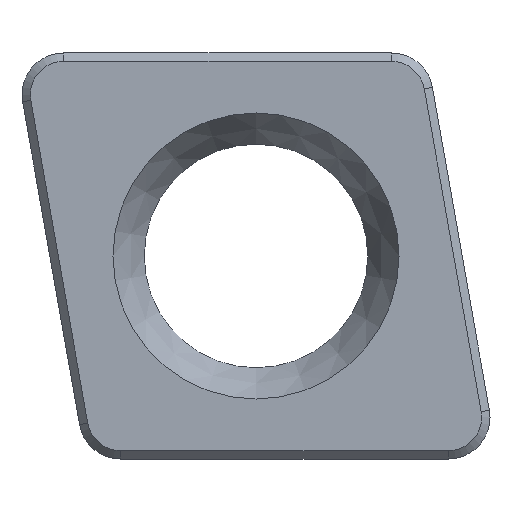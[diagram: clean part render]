
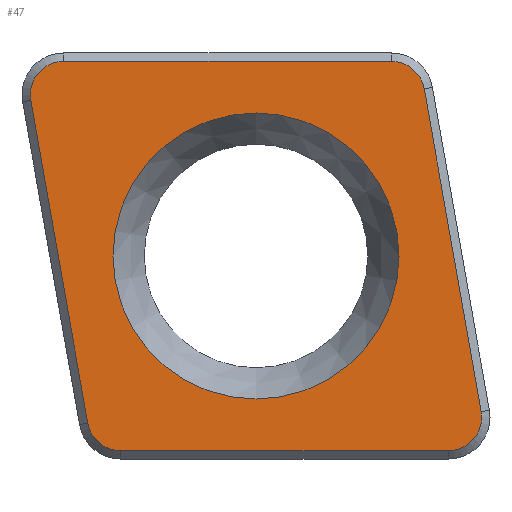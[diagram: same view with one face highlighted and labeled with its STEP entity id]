
A CAD part, front view. The second image highlights one B-rep face of the part: STEP entity #47.
In plain terms, the highlighted planar face has unit normal (0, -1, 0).
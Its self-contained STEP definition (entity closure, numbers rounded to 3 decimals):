
#2 = VERTEX_POINT ( 'NONE', #21 ) ;
#21 = CARTESIAN_POINT ( 'NONE',  ( -13.587, -4.76, 0.3 ) ) ;
#25 = DIRECTION ( 'NONE',  ( 0., 0., 1. ) ) ;
#29 = AXIS2_PLACEMENT_3D ( 'NONE', #289, #145, #45 ) ;
#31 = EDGE_CURVE ( 'NONE', #49, #54, #247, .T. ) ;
#38 = DIRECTION ( 'NONE',  ( 0., 0., -1. ) ) ;
#39 = DIRECTION ( 'NONE',  ( 0.174, 0., -0.985 ) ) ;
#40 = FACE_OUTER_BOUND ( 'NONE', #208, .T. ) ;
#45 = DIRECTION ( 'NONE',  ( 0., 0., -1. ) ) ;
#46 = CARTESIAN_POINT ( 'NONE',  ( -16.818, -4.76, 12.912 ) ) ;
#47 = ADVANCED_FACE ( 'NONE', ( #170, #40 ), #378, .T. ) ;
#49 = VERTEX_POINT ( 'NONE', #169 ) ;
#54 = VERTEX_POINT ( 'NONE', #578 ) ;
#66 = CIRCLE ( 'NONE', #522, 1.2 ) ;
#94 = ORIENTED_EDGE ( 'NONE', *, *, #259, .T. ) ;
#98 = DIRECTION ( 'NONE',  ( 0., 0., -1. ) ) ;
#119 = DIRECTION ( 'NONE',  ( -0.174, 0., 0.985 ) ) ;
#126 = AXIS2_PLACEMENT_3D ( 'NONE', #640, #545, #542 ) ;
#145 = DIRECTION ( 'NONE',  ( 0., -1., 0. ) ) ;
#146 = VERTEX_POINT ( 'NONE', #450 ) ;
#154 = DIRECTION ( 'NONE',  ( 0., -1., 0. ) ) ;
#164 = LINE ( 'NONE', #498, #240 ) ;
#169 = CARTESIAN_POINT ( 'NONE',  ( -0.606, -4.76, 1.708 ) ) ;
#170 = FACE_BOUND ( 'NONE', #408, .T. ) ;
#174 = EDGE_CURVE ( 'NONE', #2, #340, #164, .T. ) ;
#190 = DIRECTION ( 'NONE',  ( 1., 0., 0. ) ) ;
#194 = LINE ( 'NONE', #494, #209 ) ;
#196 = EDGE_CURVE ( 'NONE', #54, #220, #415, .T. ) ;
#198 = VERTEX_POINT ( 'NONE', #440 ) ;
#208 = EDGE_LOOP ( 'NONE', ( #94, #485, #226, #213, #310, #506, #238, #384 ) ) ;
#209 = VECTOR ( 'NONE', #39, 1000. ) ;
#213 = ORIENTED_EDGE ( 'NONE', *, *, #31, .T. ) ;
#220 = VERTEX_POINT ( 'NONE', #338 ) ;
#221 = AXIS2_PLACEMENT_3D ( 'NONE', #282, #227, #25 ) ;
#226 = ORIENTED_EDGE ( 'NONE', *, *, #245, .T. ) ;
#227 = DIRECTION ( 'NONE',  ( 0., 1., 0. ) ) ;
#232 = DIRECTION ( 'NONE',  ( 0., -1., 0. ) ) ;
#238 = ORIENTED_EDGE ( 'NONE', *, *, #326, .T. ) ;
#240 = VECTOR ( 'NONE', #190, 1000. ) ;
#242 = VERTEX_POINT ( 'NONE', #46 ) ;
#245 = EDGE_CURVE ( 'NONE', #340, #49, #631, .T. ) ;
#247 = LINE ( 'NONE', #427, #507 ) ;
#259 = EDGE_CURVE ( 'NONE', #198, #2, #527, .T. ) ;
#282 = CARTESIAN_POINT ( 'NONE',  ( -8.712, -4.76, 7.31 ) ) ;
#289 = CARTESIAN_POINT ( 'NONE',  ( -1.788, -4.76, 1.5 ) ) ;
#293 = CIRCLE ( 'NONE', #221, 5.15 ) ;
#310 = ORIENTED_EDGE ( 'NONE', *, *, #196, .T. ) ;
#326 = EDGE_CURVE ( 'NONE', #383, #242, #66, .T. ) ;
#338 = CARTESIAN_POINT ( 'NONE',  ( -3.837, -4.76, 14.32 ) ) ;
#340 = VERTEX_POINT ( 'NONE', #551 ) ;
#345 = AXIS2_PLACEMENT_3D ( 'NONE', #638, #402, #451 ) ;
#351 = CARTESIAN_POINT ( 'NONE',  ( -15.636, -4.76, 13.12 ) ) ;
#378 = PLANE ( 'NONE',  #382 ) ;
#381 = CARTESIAN_POINT ( 'NONE',  ( 0., -4.76, 0. ) ) ;
#382 = AXIS2_PLACEMENT_3D ( 'NONE', #381, #232, #38 ) ;
#383 = VERTEX_POINT ( 'NONE', #413 ) ;
#384 = ORIENTED_EDGE ( 'NONE', *, *, #620, .T. ) ;
#388 = ORIENTED_EDGE ( 'NONE', *, *, #641, .T. ) ;
#402 = DIRECTION ( 'NONE',  ( 0., -1., 0. ) ) ;
#404 = EDGE_CURVE ( 'NONE', #220, #383, #569, .T. ) ;
#408 = EDGE_LOOP ( 'NONE', ( #388 ) ) ;
#413 = CARTESIAN_POINT ( 'NONE',  ( -15.636, -4.76, 14.32 ) ) ;
#415 = CIRCLE ( 'NONE', #345, 1.2 ) ;
#427 = CARTESIAN_POINT ( 'NONE',  ( -0.295, -4.76, -0.052 ) ) ;
#440 = CARTESIAN_POINT ( 'NONE',  ( -14.769, -4.76, 1.292 ) ) ;
#450 = CARTESIAN_POINT ( 'NONE',  ( -8.712, -4.76, 12.46 ) ) ;
#451 = DIRECTION ( 'NONE',  ( 0., 0., -1. ) ) ;
#466 = VECTOR ( 'NONE', #555, 1000. ) ;
#485 = ORIENTED_EDGE ( 'NONE', *, *, #174, .T. ) ;
#494 = CARTESIAN_POINT ( 'NONE',  ( -14.102, -4.76, -2.487 ) ) ;
#498 = CARTESIAN_POINT ( 'NONE',  ( 0., -4.76, 0.3 ) ) ;
#506 = ORIENTED_EDGE ( 'NONE', *, *, #404, .T. ) ;
#507 = VECTOR ( 'NONE', #119, 1000. ) ;
#522 = AXIS2_PLACEMENT_3D ( 'NONE', #351, #154, #98 ) ;
#527 = CIRCLE ( 'NONE', #126, 1.2 ) ;
#542 = DIRECTION ( 'NONE',  ( 0., 0., -1. ) ) ;
#545 = DIRECTION ( 'NONE',  ( 0., -1., 0. ) ) ;
#551 = CARTESIAN_POINT ( 'NONE',  ( -1.788, -4.76, 0.3 ) ) ;
#555 = DIRECTION ( 'NONE',  ( -1., 0., 0. ) ) ;
#569 = LINE ( 'NONE', #605, #466 ) ;
#578 = CARTESIAN_POINT ( 'NONE',  ( -2.655, -4.76, 13.328 ) ) ;
#605 = CARTESIAN_POINT ( 'NONE',  ( 0., -4.76, 14.32 ) ) ;
#620 = EDGE_CURVE ( 'NONE', #242, #198, #194, .T. ) ;
#631 = CIRCLE ( 'NONE', #29, 1.2 ) ;
#638 = CARTESIAN_POINT ( 'NONE',  ( -3.837, -4.76, 13.12 ) ) ;
#640 = CARTESIAN_POINT ( 'NONE',  ( -13.587, -4.76, 1.5 ) ) ;
#641 = EDGE_CURVE ( 'NONE', #146, #146, #293, .T. ) ;
